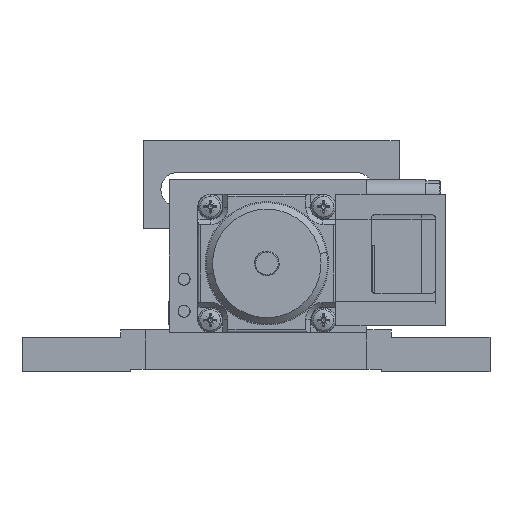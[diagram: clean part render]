
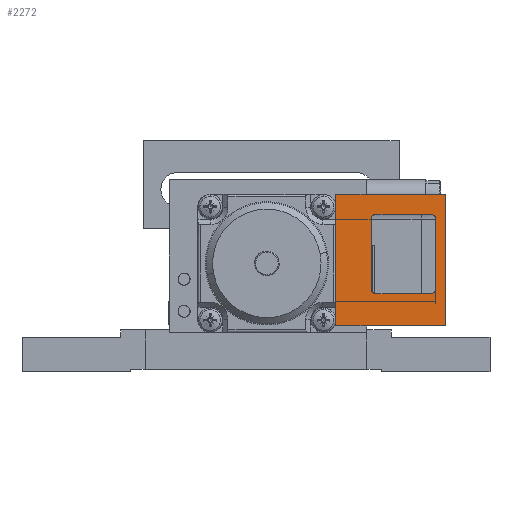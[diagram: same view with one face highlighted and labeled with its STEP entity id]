
A CAD part, left-side view. The second image highlights one B-rep face of the part: STEP entity #2272.
In plain terms, the highlighted planar face has unit normal (-1, 0, 0).
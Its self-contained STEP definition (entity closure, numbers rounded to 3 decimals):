
#67=FACE_BOUND('',#6999,.T.);
#714=PLANE('',#41411);
#2272=ADVANCED_FACE('',(#4609,#67),#714,.T.);
#4609=FACE_OUTER_BOUND('',#6998,.T.);
#6998=EDGE_LOOP('',(#11047,#11048,#11049,#11050));
#6999=EDGE_LOOP('',(#11051,#11052,#11053,#11054,#11055,#11056,#11057,#11058));
#11047=ORIENTED_EDGE('',*,*,#23522,.T.);
#11048=ORIENTED_EDGE('',*,*,#23632,.F.);
#11049=ORIENTED_EDGE('',*,*,#23610,.F.);
#11050=ORIENTED_EDGE('',*,*,#23609,.F.);
#11051=ORIENTED_EDGE('',*,*,#23577,.T.);
#11052=ORIENTED_EDGE('',*,*,#23580,.T.);
#11053=ORIENTED_EDGE('',*,*,#23584,.T.);
#11054=ORIENTED_EDGE('',*,*,#23626,.T.);
#11055=ORIENTED_EDGE('',*,*,#23623,.T.);
#11056=ORIENTED_EDGE('',*,*,#23620,.T.);
#11057=ORIENTED_EDGE('',*,*,#23628,.T.);
#11058=ORIENTED_EDGE('',*,*,#23574,.T.);
#23522=EDGE_CURVE('',#36708,#36707,#29861,.T.);
#23574=EDGE_CURVE('',#36747,#36746,#34137,.T.);
#23577=EDGE_CURVE('',#36746,#36748,#29900,.T.);
#23580=EDGE_CURVE('',#36748,#36750,#34139,.T.);
#23584=EDGE_CURVE('',#36750,#36752,#29905,.T.);
#23609=EDGE_CURVE('',#36708,#36768,#29928,.T.);
#23610=EDGE_CURVE('',#36768,#36770,#29929,.T.);
#23620=EDGE_CURVE('',#36776,#36775,#34145,.T.);
#23623=EDGE_CURVE('',#36778,#36776,#29938,.T.);
#23626=EDGE_CURVE('',#36752,#36778,#34147,.T.);
#23628=EDGE_CURVE('',#36775,#36747,#29941,.T.);
#23632=EDGE_CURVE('',#36770,#36707,#29945,.T.);
#29861=B_SPLINE_CURVE_WITH_KNOTS('',1,(#64450,#64451),.UNSPECIFIED.,.F.,
 .F.,(2,2),(-26.7,0.),.UNSPECIFIED.);
#29900=B_SPLINE_CURVE_WITH_KNOTS('',1,(#64596,#64597),.UNSPECIFIED.,.F.,
 .F.,(2,2),(-11.1,0.),.UNSPECIFIED.);
#29905=B_SPLINE_CURVE_WITH_KNOTS('',1,(#64632,#64633),.UNSPECIFIED.,.F.,
 .F.,(2,2),(-14.1,0.),.UNSPECIFIED.);
#29928=B_SPLINE_CURVE_WITH_KNOTS('',1,(#64684,#64685),.UNSPECIFIED.,.F.,
 .F.,(2,2),(0.,22.3),.UNSPECIFIED.);
#29929=B_SPLINE_CURVE_WITH_KNOTS('',1,(#64686,#64687),.UNSPECIFIED.,.F.,
 .F.,(2,2),(0.,26.7),.UNSPECIFIED.);
#29938=B_SPLINE_CURVE_WITH_KNOTS('',1,(#64716,#64717),.UNSPECIFIED.,.F.,
 .F.,(2,2),(-11.1,0.),.UNSPECIFIED.);
#29941=B_SPLINE_CURVE_WITH_KNOTS('',1,(#64728,#64729),.UNSPECIFIED.,.F.,
 .F.,(2,2),(-14.1,0.),.UNSPECIFIED.);
#29945=B_SPLINE_CURVE_WITH_KNOTS('',1,(#64736,#64737),.UNSPECIFIED.,.F.,
 .F.,(2,2),(0.,22.3),.UNSPECIFIED.);
#34137=(
BOUNDED_CURVE()
B_SPLINE_CURVE(2,(#64589,#64590,#64591),.UNSPECIFIED.,.F.,.F.)
B_SPLINE_CURVE_WITH_KNOTS((3,3),(-1.571,0.),.UNSPECIFIED.)
CURVE()
GEOMETRIC_REPRESENTATION_ITEM()
RATIONAL_B_SPLINE_CURVE((1.,0.707,1.))
REPRESENTATION_ITEM('')
);
#34139=(
BOUNDED_CURVE()
B_SPLINE_CURVE(2,(#64603,#64604,#64605),.UNSPECIFIED.,.F.,.F.)
B_SPLINE_CURVE_WITH_KNOTS((3,3),(-1.571,0.),.UNSPECIFIED.)
CURVE()
GEOMETRIC_REPRESENTATION_ITEM()
RATIONAL_B_SPLINE_CURVE((1.,0.707,1.))
REPRESENTATION_ITEM('')
);
#34145=(
BOUNDED_CURVE()
B_SPLINE_CURVE(2,(#64709,#64710,#64711),.UNSPECIFIED.,.F.,.F.)
B_SPLINE_CURVE_WITH_KNOTS((3,3),(-1.571,0.),.UNSPECIFIED.)
CURVE()
GEOMETRIC_REPRESENTATION_ITEM()
RATIONAL_B_SPLINE_CURVE((1.,0.707,1.))
REPRESENTATION_ITEM('')
);
#34147=(
BOUNDED_CURVE()
B_SPLINE_CURVE(2,(#64723,#64724,#64725),.UNSPECIFIED.,.F.,.F.)
B_SPLINE_CURVE_WITH_KNOTS((3,3),(-1.571,0.),.UNSPECIFIED.)
CURVE()
GEOMETRIC_REPRESENTATION_ITEM()
RATIONAL_B_SPLINE_CURVE((1.,0.707,1.))
REPRESENTATION_ITEM('')
);
#36707=VERTEX_POINT('',#58275);
#36708=VERTEX_POINT('',#58276);
#36746=VERTEX_POINT('',#58314);
#36747=VERTEX_POINT('',#58315);
#36748=VERTEX_POINT('',#58316);
#36750=VERTEX_POINT('',#58318);
#36752=VERTEX_POINT('',#58320);
#36768=VERTEX_POINT('',#58336);
#36770=VERTEX_POINT('',#58338);
#36775=VERTEX_POINT('',#58343);
#36776=VERTEX_POINT('',#58344);
#36778=VERTEX_POINT('',#58346);
#41411=AXIS2_PLACEMENT_3D('',#47950,#43477,$);
#43477=DIRECTION('',(-1.,0.,0.));
#47950=CARTESIAN_POINT('',(-123.,-13.85,38.792));
#58275=CARTESIAN_POINT('',(-123.,-16.2,9.302));
#58276=CARTESIAN_POINT('',(-123.,-16.2,36.002));
#58314=CARTESIAN_POINT('',(-123.,-24.346,31.955));
#58315=CARTESIAN_POINT('',(-123.,-23.346,30.955));
#58316=CARTESIAN_POINT('',(-123.,-35.446,31.955));
#58318=CARTESIAN_POINT('',(-123.,-36.446,30.955));
#58320=CARTESIAN_POINT('',(-123.,-36.446,16.855));
#58336=CARTESIAN_POINT('',(-123.,-38.5,36.002));
#58338=CARTESIAN_POINT('',(-123.,-38.5,9.302));
#58343=CARTESIAN_POINT('',(-123.,-23.346,16.855));
#58344=CARTESIAN_POINT('',(-123.,-24.346,15.855));
#58346=CARTESIAN_POINT('',(-123.,-35.446,15.855));
#64450=CARTESIAN_POINT('',(-123.,-16.2,36.002));
#64451=CARTESIAN_POINT('',(-123.,-16.2,9.302));
#64589=CARTESIAN_POINT('',(-123.,-23.346,30.955));
#64590=CARTESIAN_POINT('',(-123.,-23.346,31.955));
#64591=CARTESIAN_POINT('',(-123.,-24.346,31.955));
#64596=CARTESIAN_POINT('',(-123.,-24.346,31.955));
#64597=CARTESIAN_POINT('',(-123.,-35.446,31.955));
#64603=CARTESIAN_POINT('',(-123.,-35.446,31.955));
#64604=CARTESIAN_POINT('',(-123.,-36.446,31.955));
#64605=CARTESIAN_POINT('',(-123.,-36.446,30.955));
#64632=CARTESIAN_POINT('',(-123.,-36.446,30.955));
#64633=CARTESIAN_POINT('',(-123.,-36.446,16.855));
#64684=CARTESIAN_POINT('',(-123.,-16.2,36.002));
#64685=CARTESIAN_POINT('',(-123.,-38.5,36.002));
#64686=CARTESIAN_POINT('',(-123.,-38.5,36.002));
#64687=CARTESIAN_POINT('',(-123.,-38.5,9.302));
#64709=CARTESIAN_POINT('',(-123.,-24.346,15.855));
#64710=CARTESIAN_POINT('',(-123.,-23.346,15.855));
#64711=CARTESIAN_POINT('',(-123.,-23.346,16.855));
#64716=CARTESIAN_POINT('',(-123.,-35.446,15.855));
#64717=CARTESIAN_POINT('',(-123.,-24.346,15.855));
#64723=CARTESIAN_POINT('',(-123.,-36.446,16.855));
#64724=CARTESIAN_POINT('',(-123.,-36.446,15.855));
#64725=CARTESIAN_POINT('',(-123.,-35.446,15.855));
#64728=CARTESIAN_POINT('',(-123.,-23.346,16.855));
#64729=CARTESIAN_POINT('',(-123.,-23.346,30.955));
#64736=CARTESIAN_POINT('',(-123.,-38.5,9.302));
#64737=CARTESIAN_POINT('',(-123.,-16.2,9.302));
